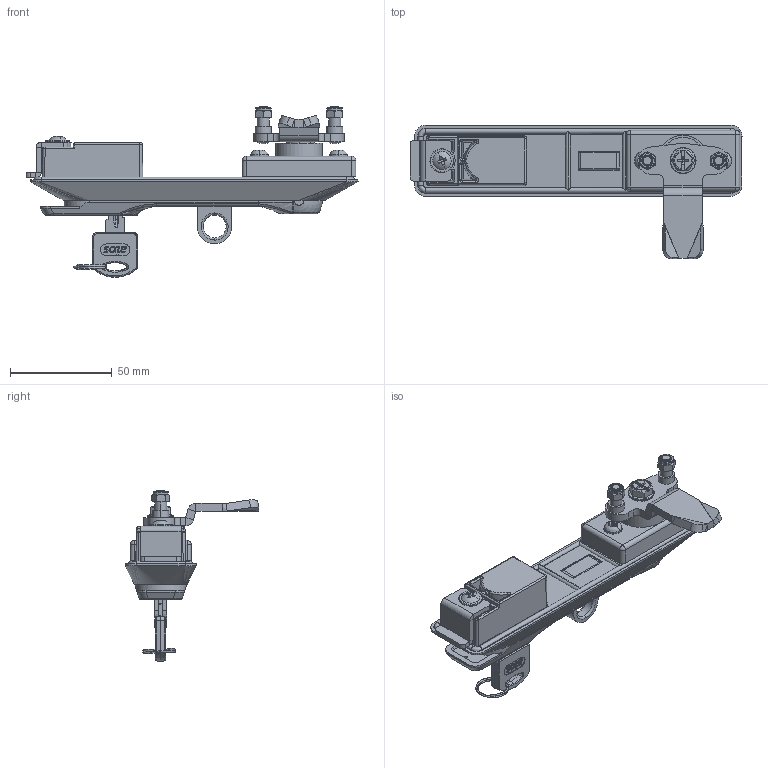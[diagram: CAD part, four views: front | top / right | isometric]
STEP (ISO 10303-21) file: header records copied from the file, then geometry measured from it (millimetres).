
FILE_DESCRIPTION (( 'STEP AP203' ), '1' );
FILE_NAME ('KI35.2.01.14.STEP', '2022-04-28T12:34:31', ( '' ), ( '' ), 'SwSTEP 2.0', 'SolidWorks 2021', '' );
FILE_SCHEMA (( 'CONFIG_CONTROL_DESIGN' ));
Length unit declared in the file: millimetre
Products named in the file (1): KI35.2.01.14
Bounding box: 163.2 x 65.78 x 83.85 mm (x, y, z)
Surface area: 41161 mm2 (no closed solid volume)
Topology: 0 solids, 42 shells, 753 faces, 2339 edges, 1606 vertices
Faces by surface type: plane 293, bspline 161, cylinder 151, torus 74, cone 56, sphere 18
Entity records: 37617 total; most frequent: CARTESIAN_POINT 19118, ORIENTED_EDGE 3917, DIRECTION 3180, EDGE_CURVE 2335, VERTEX_POINT 1605, AXIS2_PLACEMENT_3D 1141, LINE 898, VECTOR 898
